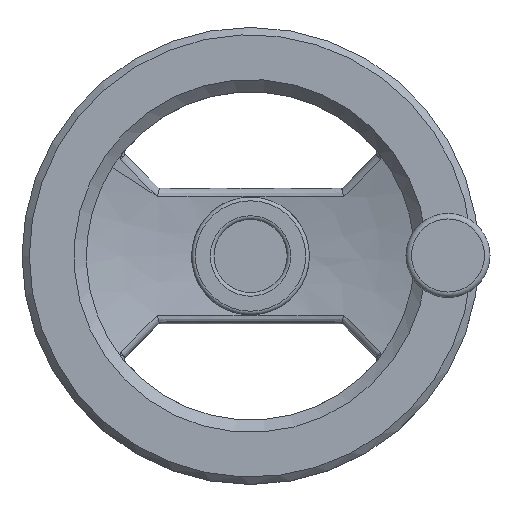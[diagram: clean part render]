
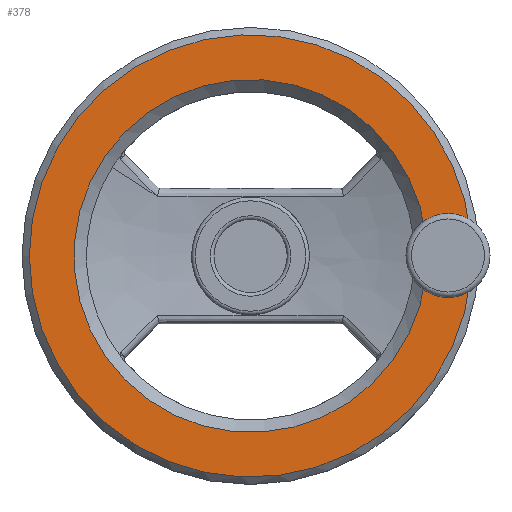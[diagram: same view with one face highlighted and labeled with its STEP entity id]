
A CAD part, top view. The second image highlights one B-rep face of the part: STEP entity #378.
In plain terms, the highlighted planar face has unit normal (0, 0, 1).
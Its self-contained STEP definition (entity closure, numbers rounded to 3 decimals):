
#378 = ADVANCED_FACE( '', ( #855 ), #856, .F. );
#855 = FACE_OUTER_BOUND( '', #2662, .T. );
#856 = PLANE( '', #2663 );
#2662 = EDGE_LOOP( '', ( #4815, #4816, #4817, #4818 ) );
#2663 = AXIS2_PLACEMENT_3D( '', #4819, #4820, #4821 );
#4815 = ORIENTED_EDGE( '', *, *, #5616, .F. );
#4816 = ORIENTED_EDGE( '', *, *, #5617, .T. );
#4817 = ORIENTED_EDGE( '', *, *, #5566, .T. );
#4818 = ORIENTED_EDGE( '', *, *, #5618, .T. );
#4819 = CARTESIAN_POINT( '', ( 0., 62.5, 30. ) );
#4820 = DIRECTION( '', ( 0., 0., -1. ) );
#4821 = DIRECTION( '', ( -1., 0., 0. ) );
#5566 = EDGE_CURVE( '', #6209, #6208, #6211, .F. );
#5616 = EDGE_CURVE( '', #6278, #6279, #6280, .T. );
#5617 = EDGE_CURVE( '', #6278, #6209, #6281, .F. );
#5618 = EDGE_CURVE( '', #6208, #6279, #6282, .F. );
#6208 = VERTEX_POINT( '', #8163 );
#6209 = VERTEX_POINT( '', #8164 );
#6211 = CIRCLE( '', #8166, 60.5 );
#6278 = VERTEX_POINT( '', #8540 );
#6279 = VERTEX_POINT( '', #8541 );
#6280 = CIRCLE( '', #8542, 48.27 );
#6281 = CIRCLE( '', #8543, 8. );
#6282 = CIRCLE( '', #8544, 8. );
#8163 = CARTESIAN_POINT( '', ( 60.299, -4.932, 30. ) );
#8164 = CARTESIAN_POINT( '', ( 60.299, 4.932, 30. ) );
#8166 = AXIS2_PLACEMENT_3D( '', #9411, #9412, #9413 );
#8540 = CARTESIAN_POINT( '', ( 47.981, 5.27, 30. ) );
#8541 = CARTESIAN_POINT( '', ( 47.981, -5.27, 30. ) );
#8542 = AXIS2_PLACEMENT_3D( '', #9450, #9451, #9452 );
#8543 = AXIS2_PLACEMENT_3D( '', #9453, #9454, #9455 );
#8544 = AXIS2_PLACEMENT_3D( '', #9456, #9457, #9458 );
#9411 = CARTESIAN_POINT( '', ( 0., 0., 30. ) );
#9412 = DIRECTION( '', ( 0., 0., -1. ) );
#9413 = DIRECTION( '', ( -1., 0., 0. ) );
#9450 = CARTESIAN_POINT( '', ( 0., 0., 30. ) );
#9451 = DIRECTION( '', ( 0., 0., 1. ) );
#9452 = DIRECTION( '', ( 1., 0., 0. ) );
#9453 = CARTESIAN_POINT( '', ( 54., 0., 30. ) );
#9454 = DIRECTION( '', ( 0., 0., 1. ) );
#9455 = DIRECTION( '', ( 0., 1., 0. ) );
#9456 = CARTESIAN_POINT( '', ( 54., 0., 30. ) );
#9457 = DIRECTION( '', ( 0., 0., 1. ) );
#9458 = DIRECTION( '', ( 0., 1., 0. ) );
